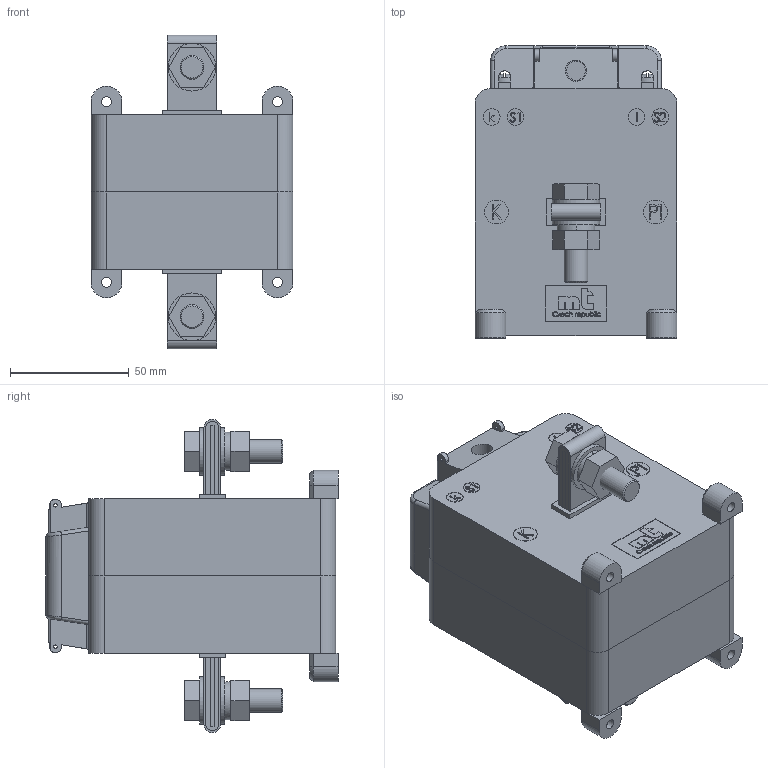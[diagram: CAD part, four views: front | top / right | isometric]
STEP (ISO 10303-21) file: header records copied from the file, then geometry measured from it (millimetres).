
FILE_DESCRIPTION(/* description */ (''),/* implementation_level */ '2;1');
FILE_NAME(/* name */ 'CLA 1.2.step',/* time_stamp */ '2024-10-22T17:27:13+02:00',/* author */ ('peter'),/* organization */ (''),/* preprocessor_version */ 'ST-DEVELOPER v20',/* originating_system */ 'Autodesk Inventor 2025',/* authorisation */ '');
FILE_SCHEMA (('AUTOMOTIVE_DESIGN { 1 0 10303 214 3 1 1 }'));
Products named in the file (14): Current transformer CLA 1.2; Front plastic case CLA 1.2; Back plastic case CLA 1.2; Tape label CLA 1.2; Secondary terminal cover CLA; Plastic mounting foot; Secondary terminal; Screw M5x8; Rivet 40; Strip CLA 1.2; Flat washer D10; Screw M10x35; Spring washer D10; Nut M10
Assembly tree (26 placements, depth 2):
  Current transformer CLA 1.2
    Front plastic case CLA 1.2
    Back plastic case CLA 1.2
    Tape label CLA 1.2
    Secondary terminal cover CLA
    Plastic mounting foot  x4
    Secondary terminal  x2
    Screw M5x8  x2
    Rivet 40  x3
    Strip CLA 1.2
    Flat washer D10  x4
    Screw M10x35  x2
    Spring washer D10  x2
    Nut M10  x2
Bounding box: 85 x 123 x 132 mm (x, y, z)
Volume: 635956.3 mm3; surface area: 131192.4 mm2
Topology: 28 solids, 31 shells, 1252 faces, 3216 edges, 2131 vertices
Faces by surface type: plane 748, bspline 285, cylinder 181, cone 28, torus 6, sphere 4
Full cylindrical faces by diameter (mm): 1.5 x4, 2.4 x3, 3.5 x2, 4 x3, 4.2 x12, 5 x5, 7 x8, 8 x12, 9 x6, 10 x18, 10.6 x4, 20 x4
Entity records: 46767 total; most frequent: CARTESIAN_POINT 21544, ORIENTED_EDGE 5514, DIRECTION 4121, EDGE_CURVE 2757, LINE 1877, VECTOR 1877, VERTEX_POINT 1830, EDGE_LOOP 1205
